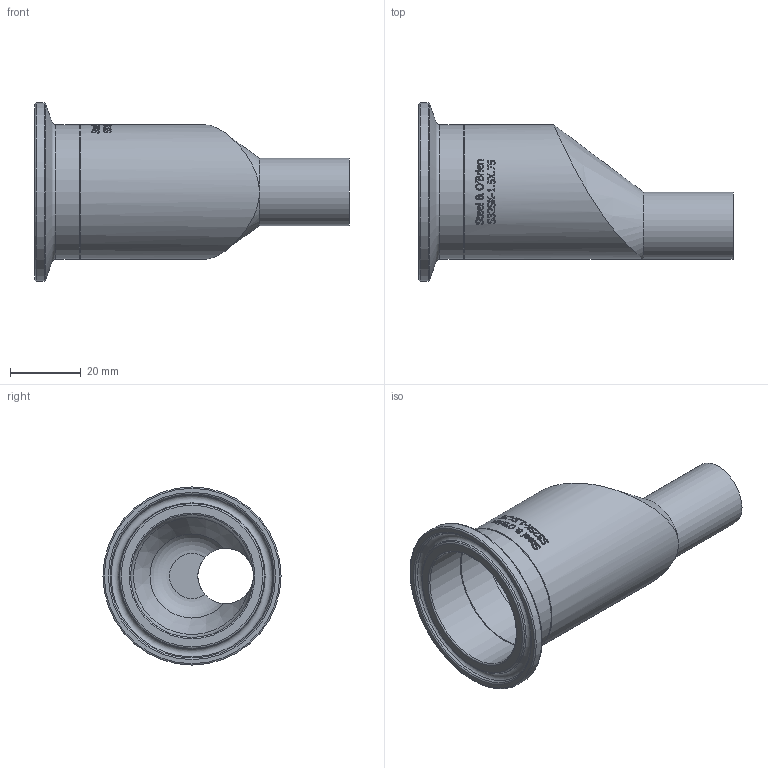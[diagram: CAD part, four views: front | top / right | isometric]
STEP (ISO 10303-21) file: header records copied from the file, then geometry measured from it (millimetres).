
FILE_DESCRIPTION(/* description */ (''),/* implementation_level */ '2;1');
FILE_NAME(/* name */ 'S32SK-15X.75.stp',/* time_stamp */ '2018-11-29T13:35:01-05:00',/* author */ ('rick'),/* organization */ (''),/* preprocessor_version */ 'ST-DEVELOPER v15.2',/* originating_system */ 'Autodesk Inventor 2014',/* authorisation */ '');
FILE_SCHEMA (('AUTOMOTIVE_DESIGN { 1 0 10303 214 3 1 1 }'));
Length unit declared in the file: inch
Products named in the file (1): S32SK-15X.75
Bounding box: 88.9 x 50.39 x 50.39 mm (x, y, z)
Volume: 30685.9 mm3; surface area: 17699.9 mm2
Topology: 1 solids, 1 shells, 441 faces, 1191 edges, 788 vertices
Faces by surface type: bspline 208, plane 173, cylinder 42, torus 13, cone 5
Full cylindrical faces by diameter (mm): 15.748 x1, 19.05 x1, 34.798 x2, 38.1 x2, 50.394 x1
Entity records: 17777 total; most frequent: CARTESIAN_POINT 7947, ORIENTED_EDGE 2334, DIRECTION 1437, EDGE_CURVE 1167, VERTEX_POINT 785, LINE 517, VECTOR 517, EDGE_LOOP 500
